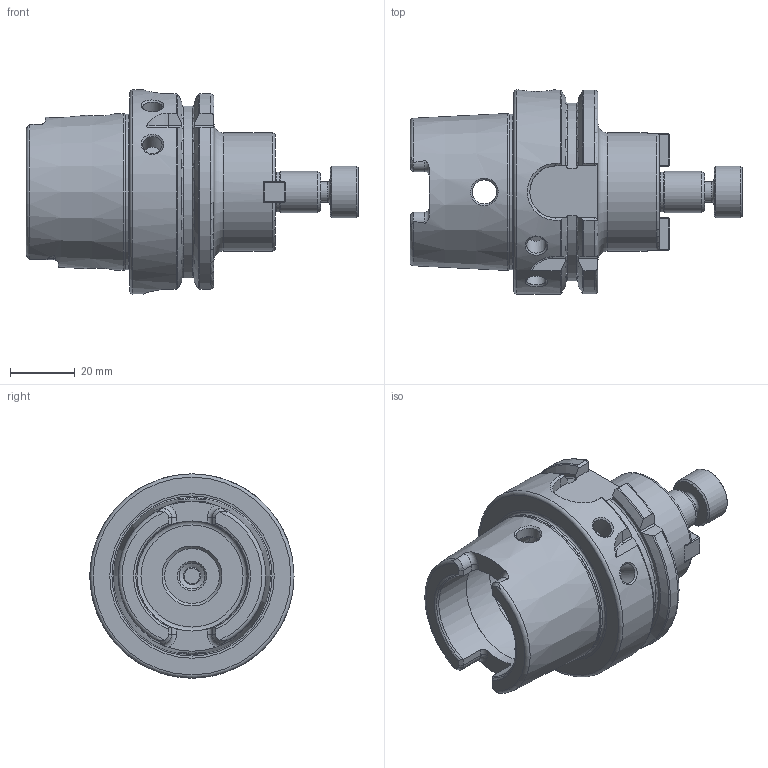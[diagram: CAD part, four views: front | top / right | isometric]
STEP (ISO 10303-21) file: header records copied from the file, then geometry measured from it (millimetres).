
FILE_DESCRIPTION(/* description */ (''),/* implementation_level */ '2;1');
FILE_NAME(/* name */ 'HSK63A-FMA12.7-45.stp',/* time_stamp */ '2023-02-27T14:56:57+08:00',/* author */ ('Administrator'),/* organization */ (''),/* preprocessor_version */ 'ST-DEVELOPER v18.1',/* originating_system */ 'Autodesk Inventor 2022',/* authorisation */ '');
FILE_SCHEMA (('AUTOMOTIVE_DESIGN { 1 0 10303 214 3 1 1 }'));
Length unit declared in the file: millimetre
Products named in the file (5): HSK63A-FMA12.7-45; HSK63A-FMA12.7-45_1; FMA12.7用方键; 螺钉 GB/T 70.1 M2.5 x 8; 1-4-28UNF-(内六角大圆柱头紧固螺钉)
Assembly tree (6 placements, depth 2):
  HSK63A-FMA12.7-45
    HSK63A-FMA12.7-45_1
    FMA12.7用方键  x2
    螺钉 GB/T 70.1 M2.5 x 8  x2
    1-4-28UNF-(内六角大圆柱头紧固螺钉)
Bounding box: 102.47 x 63 x 63 mm (x, y, z)
Volume: 104015.7 mm3; surface area: 28205.2 mm2
Topology: 6 solids, 6 shells, 324 faces, 804 edges, 503 vertices
Faces by surface type: plane 158, cylinder 56, cone 46, torus 38, bspline 26
Full cylindrical faces by diameter (mm): 2.1 x2, 2.5 x2, 2.8 x2, 4.5 x2, 4.763 x1, 5 x2, 5.359 x1, 6 x2, 6.35 x1, 7.5 x2, 8 x1, 10 x1, 12.3 x1, 12.7 x1, 15.875 x1, 16.917 x1, 19 x1, 34 x2, 36.5 x1, 40 x1, 48.041 x1, 63 x1
Entity records: 10441 total; most frequent: CARTESIAN_POINT 3779, ORIENTED_EDGE 1410, DIRECTION 1289, EDGE_CURVE 705, AXIS2_PLACEMENT_3D 497, VERTEX_POINT 448, EDGE_LOOP 299, LINE 295
